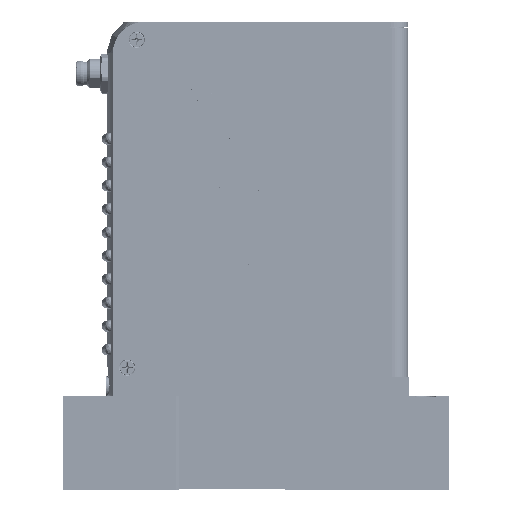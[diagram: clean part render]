
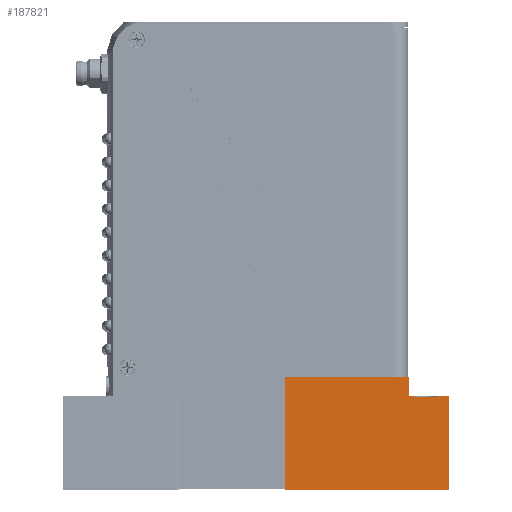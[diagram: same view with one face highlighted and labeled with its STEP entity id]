
A CAD part, top view. The second image highlights one B-rep face of the part: STEP entity #187821.
In plain terms, the highlighted planar face has unit normal (0, 0, 1).
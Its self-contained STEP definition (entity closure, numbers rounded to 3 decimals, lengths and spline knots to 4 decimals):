
#247 = DIRECTION ( 'NONE',  ( 1., 0., 0. ) ) ;
#3464 = EDGE_LOOP ( 'NONE', ( #191099, #211453, #159524, #246783, #166582, #268058, #55466, #153555, #55304, #95953 ) ) ;
#6949 = DIRECTION ( 'NONE',  ( -1., 0., 0. ) ) ;
#8226 = CARTESIAN_POINT ( 'NONE',  ( 0.312, 1.207, 0.7402 ) ) ;
#20494 = EDGE_CURVE ( 'NONE', #123167, #208168, #166638, .T. ) ;
#25613 = PLANE ( 'NONE',  #77449 ) ;
#28436 = DIRECTION ( 'NONE',  ( 0., 0., -1. ) ) ;
#32741 = CARTESIAN_POINT ( 'NONE',  ( 2.066, 1., 0.7402 ) ) ;
#32999 = EDGE_CURVE ( 'NONE', #134168, #176348, #277494, .T. ) ;
#37201 = CARTESIAN_POINT ( 'NONE',  ( 0.312, 0., 0.7402 ) ) ;
#48014 = CARTESIAN_POINT ( 'NONE',  ( 2.066, 1.207, 0.7402 ) ) ;
#51160 = DIRECTION ( 'NONE',  ( 1., 0., 0. ) ) ;
#55304 = ORIENTED_EDGE ( 'NONE', *, *, #161474, .F. ) ;
#55466 = ORIENTED_EDGE ( 'NONE', *, *, #239599, .T. ) ;
#63974 = CARTESIAN_POINT ( 'NONE',  ( 1.636, 1., 0.7402 ) ) ;
#64718 = LINE ( 'NONE', #106255, #151952 ) ;
#67826 = EDGE_CURVE ( 'NONE', #99704, #208168, #64718, .T. ) ;
#77449 = AXIS2_PLACEMENT_3D ( 'NONE', #266165, #28436, #6949 ) ;
#78340 = DIRECTION ( 'NONE',  ( 0., -1., 0. ) ) ;
#79279 = CARTESIAN_POINT ( 'NONE',  ( 1.7023, 0.99, 0.7402 ) ) ;
#81556 = VECTOR ( 'NONE', #237517, 39.3701 ) ;
#86785 = VERTEX_POINT ( 'NONE', #230207 ) ;
#92381 = DIRECTION ( 'NONE',  ( 0., -1., 0. ) ) ;
#94273 = FACE_OUTER_BOUND ( 'NONE', #3464, .T. ) ;
#95953 = ORIENTED_EDGE ( 'NONE', *, *, #32999, .T. ) ;
#99704 = VERTEX_POINT ( 'NONE', #63974 ) ;
#106255 = CARTESIAN_POINT ( 'NONE',  ( 2.066, 1., 0.7402 ) ) ;
#113681 = CARTESIAN_POINT ( 'NONE',  ( 1.7023, 1., 0.7402 ) ) ;
#116477 = VERTEX_POINT ( 'NONE', #37201 ) ;
#117495 = CARTESIAN_POINT ( 'NONE',  ( 2.066, 1., 0.7402 ) ) ;
#118027 = CARTESIAN_POINT ( 'NONE',  ( 1.636, 1.207, 0.7402 ) ) ;
#119726 = CARTESIAN_POINT ( 'NONE',  ( 0.312, 0., 0.7402 ) ) ;
#121758 = DIRECTION ( 'NONE',  ( 1., 0., 0. ) ) ;
#123167 = VERTEX_POINT ( 'NONE', #227247 ) ;
#125067 = VECTOR ( 'NONE', #78340, 39.3701 ) ;
#131308 = EDGE_CURVE ( 'NONE', #99704, #222062, #241716, .T. ) ;
#134168 = VERTEX_POINT ( 'NONE', #187031 ) ;
#151952 = VECTOR ( 'NONE', #247, 39.3701 ) ;
#153555 = ORIENTED_EDGE ( 'NONE', *, *, #283270, .F. ) ;
#159524 = ORIENTED_EDGE ( 'NONE', *, *, #67826, .F. ) ;
#161474 = EDGE_CURVE ( 'NONE', #134168, #238293, #186276, .T. ) ;
#166582 = ORIENTED_EDGE ( 'NONE', *, *, #228117, .F. ) ;
#166638 = LINE ( 'NONE', #79279, #261857 ) ;
#172260 = DIRECTION ( 'NONE',  ( 0., 1., 0. ) ) ;
#176348 = VERTEX_POINT ( 'NONE', #249140 ) ;
#177091 = DIRECTION ( 'NONE',  ( 0., -1., 0. ) ) ;
#184063 = LINE ( 'NONE', #48014, #274366 ) ;
#186276 = LINE ( 'NONE', #117495, #269909 ) ;
#186373 = VECTOR ( 'NONE', #188739, 39.3701 ) ;
#187031 = CARTESIAN_POINT ( 'NONE',  ( 1.9217, 1., 0.7402 ) ) ;
#187821 = ADVANCED_FACE ( 'NONE', ( #94273 ), #25613, .F. ) ;
#188739 = DIRECTION ( 'NONE',  ( 1., 0., 0. ) ) ;
#191099 = ORIENTED_EDGE ( 'NONE', *, *, #253191, .F. ) ;
#195408 = CARTESIAN_POINT ( 'NONE',  ( 2.066, 0., 0.7402 ) ) ;
#204397 = CARTESIAN_POINT ( 'NONE',  ( 0.312, 1.207, 0.7402 ) ) ;
#207168 = DIRECTION ( 'NONE',  ( 1., 0., 0. ) ) ;
#208168 = VERTEX_POINT ( 'NONE', #113681 ) ;
#211161 = VECTOR ( 'NONE', #177091, 39.3701 ) ;
#211453 = ORIENTED_EDGE ( 'NONE', *, *, #20494, .T. ) ;
#218829 = CARTESIAN_POINT ( 'NONE',  ( 1.636, 1., 0.7402 ) ) ;
#222062 = VERTEX_POINT ( 'NONE', #118027 ) ;
#222646 = EDGE_CURVE ( 'NONE', #86785, #116477, #275932, .T. ) ;
#227247 = CARTESIAN_POINT ( 'NONE',  ( 1.7023, 0.99, 0.7402 ) ) ;
#228117 = EDGE_CURVE ( 'NONE', #86785, #222062, #247359, .T. ) ;
#230207 = CARTESIAN_POINT ( 'NONE',  ( 0.312, 1.207, 0.7402 ) ) ;
#234531 = CARTESIAN_POINT ( 'NONE',  ( 0.312, 0.99, 0.7402 ) ) ;
#236776 = VERTEX_POINT ( 'NONE', #195408 ) ;
#237517 = DIRECTION ( 'NONE',  ( 0., 1., 0. ) ) ;
#238293 = VERTEX_POINT ( 'NONE', #32741 ) ;
#239599 = EDGE_CURVE ( 'NONE', #116477, #236776, #250087, .T. ) ;
#241716 = LINE ( 'NONE', #218829, #81556 ) ;
#246783 = ORIENTED_EDGE ( 'NONE', *, *, #131308, .T. ) ;
#247359 = LINE ( 'NONE', #204397, #251610 ) ;
#249140 = CARTESIAN_POINT ( 'NONE',  ( 1.9217, 0.99, 0.7402 ) ) ;
#250087 = LINE ( 'NONE', #119726, #272638 ) ;
#251610 = VECTOR ( 'NONE', #51160, 39.3701 ) ;
#253191 = EDGE_CURVE ( 'NONE', #123167, #176348, #281675, .T. ) ;
#260211 = CARTESIAN_POINT ( 'NONE',  ( 1.9217, 0.99, 0.7402 ) ) ;
#261857 = VECTOR ( 'NONE', #172260, 39.3701 ) ;
#266165 = CARTESIAN_POINT ( 'NONE',  ( 0.312, 1.207, 0.7402 ) ) ;
#268058 = ORIENTED_EDGE ( 'NONE', *, *, #222646, .T. ) ;
#269909 = VECTOR ( 'NONE', #121758, 39.3701 ) ;
#272638 = VECTOR ( 'NONE', #207168, 39.3701 ) ;
#274366 = VECTOR ( 'NONE', #92381, 39.3701 ) ;
#275932 = LINE ( 'NONE', #8226, #125067 ) ;
#277494 = LINE ( 'NONE', #260211, #211161 ) ;
#281675 = LINE ( 'NONE', #234531, #186373 ) ;
#283270 = EDGE_CURVE ( 'NONE', #238293, #236776, #184063, .T. ) ;
